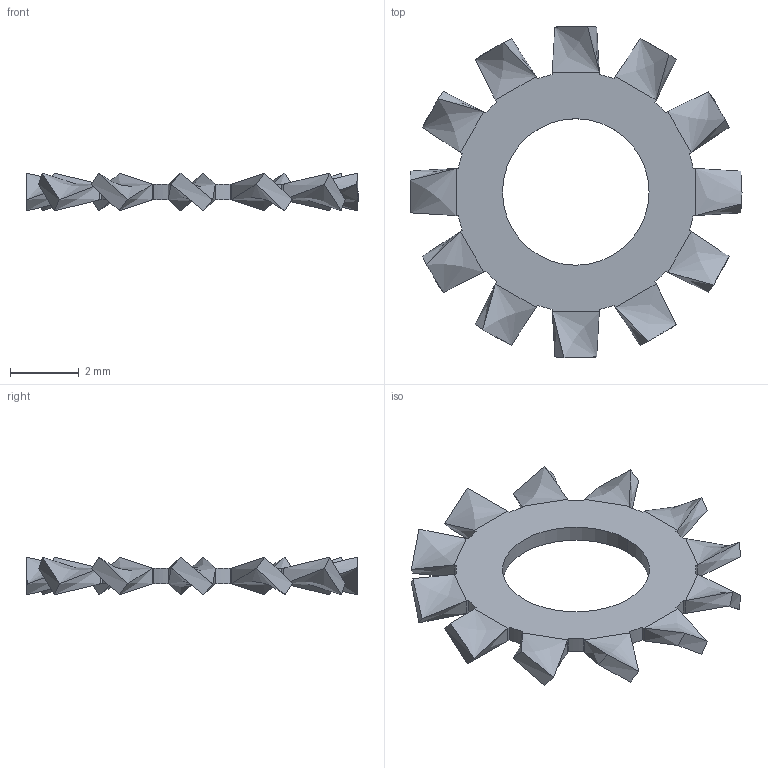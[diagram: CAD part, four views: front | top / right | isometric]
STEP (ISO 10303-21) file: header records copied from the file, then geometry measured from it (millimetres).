
FILE_DESCRIPTION (( 'STEP AP203' ), '1' );
FILE_NAME ('91114A009.step', '2014-12-02T18:22:02', ( '' ), ( '' ), 'SwSTEP 2.0', 'SolidWorks 2010', '' );
FILE_SCHEMA (( 'CONFIG_CONTROL_DESIGN' ));
Length unit declared in the file: inch
Products named in the file (1): 91114A009
Bounding box: 9.67 x 9.65 x 1.1 mm (x, y, z)
Volume: 19.5 mm3; surface area: 118.3 mm2
Topology: 1 solids, 1 shells, 101 faces, 249 edges, 150 vertices
Faces by surface type: bspline 48, cylinder 27, plane 26
Entity records: 3548 total; most frequent: CARTESIAN_POINT 1323, ORIENTED_EDGE 498, DIRECTION 335, EDGE_CURVE 249, LINE 171, VECTOR 171, VERTEX_POINT 150, EDGE_LOOP 103
